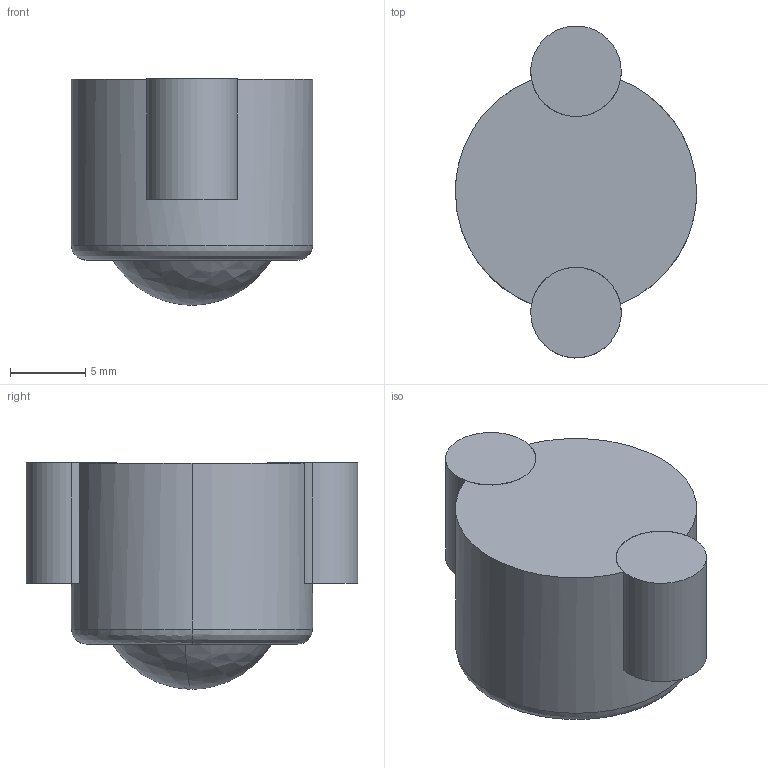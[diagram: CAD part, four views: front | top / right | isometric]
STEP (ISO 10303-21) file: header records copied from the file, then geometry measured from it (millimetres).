
FILE_DESCRIPTION(/* description */ (''),/* implementation_level */ '2;1');
FILE_NAME(/* name */ 'front-wheel',/* time_stamp */ '2022-04-06T12:05:06+02:00',/* author */ (''),/* organization */ (''),/* preprocessor_version */ 'ST-DEVELOPER v16.5',/* originating_system */ 'Rhino 7.15',/* authorisation */ '');
FILE_SCHEMA (('CONFIG_CONTROL_DESIGN'));
Length unit declared in the file: millimetre
Products named in the file (1): Document
Bounding box: 16 x 22 x 15.01 mm (x, y, z)
Volume: 2791.6 mm3; surface area: 1145.6 mm2
Topology: 1 solids, 1 shells, 16 faces, 40 edges, 25 vertices
Faces by surface type: cylinder 6, plane 6, bspline 4
Entity records: 568 total; most frequent: CARTESIAN_POINT 251, ORIENTED_EDGE 76, EDGE_CURVE 38, VERTEX_POINT 25, EDGE_LOOP 17, ADVANCED_FACE 16, FACE_OUTER_BOUND 16, DIRECTION 16
